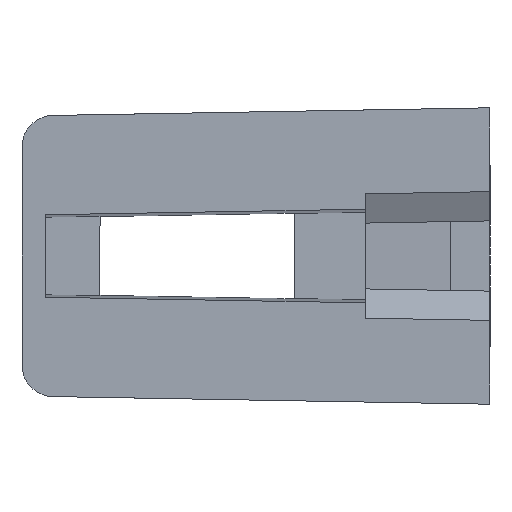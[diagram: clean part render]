
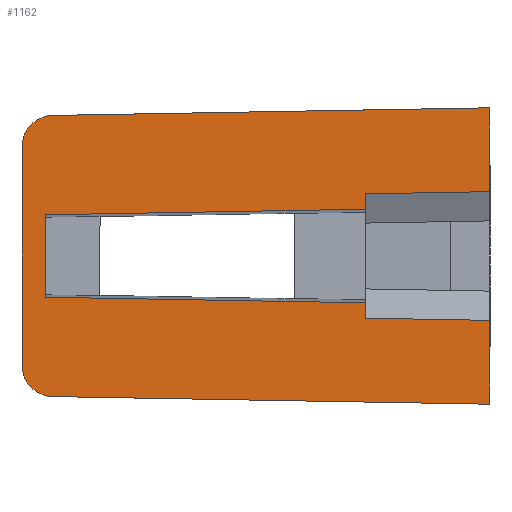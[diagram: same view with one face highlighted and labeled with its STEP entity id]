
A CAD part, left-side view. The second image highlights one B-rep face of the part: STEP entity #1162.
In plain terms, the highlighted planar face has unit normal (-1, 0, 0).
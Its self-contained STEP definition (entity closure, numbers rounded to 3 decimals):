
#7 = DIRECTION ( 'NONE',  ( 0., 0., -1. ) ) ;
#12 = VECTOR ( 'NONE', #799, 1000. ) ;
#15 = CIRCLE ( 'NONE', #1291, 4. ) ;
#24 = ORIENTED_EDGE ( 'NONE', *, *, #775, .F. ) ;
#29 = CARTESIAN_POINT ( 'NONE',  ( 0., 0., 19. ) ) ;
#37 = EDGE_CURVE ( 'NONE', #537, #1130, #1856, .T. ) ;
#40 = VERTEX_POINT ( 'NONE', #1033 ) ;
#64 = VERTEX_POINT ( 'NONE', #1329 ) ;
#66 = VERTEX_POINT ( 'NONE', #1632 ) ;
#92 = CARTESIAN_POINT ( 'NONE',  ( 0., 0., 19. ) ) ;
#134 = CARTESIAN_POINT ( 'NONE',  ( 0., 56., -14.022 ) ) ;
#197 = LINE ( 'NONE', #731, #1610 ) ;
#206 = EDGE_CURVE ( 'NONE', #475, #1130, #654, .T. ) ;
#209 = VERTEX_POINT ( 'NONE', #1440 ) ;
#212 = ORIENTED_EDGE ( 'NONE', *, *, #839, .F. ) ;
#213 = CARTESIAN_POINT ( 'NONE',  ( 0., 0., -19. ) ) ;
#239 = ORIENTED_EDGE ( 'NONE', *, *, #303, .F. ) ;
#264 = EDGE_CURVE ( 'NONE', #40, #1621, #1834, .T. ) ;
#303 = EDGE_CURVE ( 'NONE', #209, #1540, #1245, .T. ) ;
#350 = DIRECTION ( 'NONE',  ( 0., 0., -1. ) ) ;
#362 = DIRECTION ( 'NONE',  ( 0., 0., -1. ) ) ;
#374 = CARTESIAN_POINT ( 'NONE',  ( 0., 57., -5.284 ) ) ;
#410 = EDGE_LOOP ( 'NONE', ( #1070, #771, #1068, #787, #212, #1794, #939, #519, #539, #239, #24, #584, #1837, #1748 ) ) ;
#415 = CARTESIAN_POINT ( 'NONE',  ( 0., 16., -7.971 ) ) ;
#417 = FACE_OUTER_BOUND ( 'NONE', #410, .T. ) ;
#421 = PLANE ( 'NONE',  #490 ) ;
#441 = CARTESIAN_POINT ( 'NONE',  ( 0., 56.07, 18.021 ) ) ;
#463 = DIRECTION ( 'NONE',  ( 0., 0., -1. ) ) ;
#472 = CARTESIAN_POINT ( 'NONE',  ( 0., 60., -14.022 ) ) ;
#475 = VERTEX_POINT ( 'NONE', #441 ) ;
#490 = AXIS2_PLACEMENT_3D ( 'NONE', #1644, #929, #7 ) ;
#517 = DIRECTION ( 'NONE',  ( 1., 0., 0. ) ) ;
#519 = ORIENTED_EDGE ( 'NONE', *, *, #1541, .F. ) ;
#523 = VECTOR ( 'NONE', #1106, 1000. ) ;
#525 = CARTESIAN_POINT ( 'NONE',  ( 0., 16., 19. ) ) ;
#530 = CARTESIAN_POINT ( 'NONE',  ( 0., 57., 19. ) ) ;
#537 = VERTEX_POINT ( 'NONE', #1365 ) ;
#539 = ORIENTED_EDGE ( 'NONE', *, *, #1331, .T. ) ;
#579 = LINE ( 'NONE', #1677, #523 ) ;
#584 = ORIENTED_EDGE ( 'NONE', *, *, #1407, .F. ) ;
#595 = DIRECTION ( 'NONE',  ( 0., 1., -0.017 ) ) ;
#627 = LINE ( 'NONE', #29, #12 ) ;
#634 = VERTEX_POINT ( 'NONE', #1539 ) ;
#635 = VERTEX_POINT ( 'NONE', #1952 ) ;
#654 = LINE ( 'NONE', #1700, #1639 ) ;
#683 = DIRECTION ( 'NONE',  ( 0., -1., 0.017 ) ) ;
#726 = DIRECTION ( 'NONE',  ( 0., -1., -0.017 ) ) ;
#731 = CARTESIAN_POINT ( 'NONE',  ( 0., 16., 6. ) ) ;
#732 = VECTOR ( 'NONE', #1931, 1000. ) ;
#737 = VECTOR ( 'NONE', #362, 1000. ) ;
#771 = ORIENTED_EDGE ( 'NONE', *, *, #1859, .F. ) ;
#775 = EDGE_CURVE ( 'NONE', #635, #209, #1478, .T. ) ;
#787 = ORIENTED_EDGE ( 'NONE', *, *, #206, .F. ) ;
#799 = DIRECTION ( 'NONE',  ( 0., 0., 1. ) ) ;
#821 = LINE ( 'NONE', #896, #1758 ) ;
#839 = EDGE_CURVE ( 'NONE', #64, #475, #15, .T. ) ;
#865 = VERTEX_POINT ( 'NONE', #213 ) ;
#896 = CARTESIAN_POINT ( 'NONE',  ( 0., 0., -19. ) ) ;
#929 = DIRECTION ( 'NONE',  ( 1., 0., 0. ) ) ;
#930 = VECTOR ( 'NONE', #1751, 1000. ) ;
#939 = ORIENTED_EDGE ( 'NONE', *, *, #1160, .F. ) ;
#1008 = CARTESIAN_POINT ( 'NONE',  ( 0., 0., 8.25 ) ) ;
#1033 = CARTESIAN_POINT ( 'NONE',  ( 0., 57., 5.284 ) ) ;
#1068 = ORIENTED_EDGE ( 'NONE', *, *, #37, .T. ) ;
#1070 = ORIENTED_EDGE ( 'NONE', *, *, #1731, .F. ) ;
#1084 = VECTOR ( 'NONE', #350, 1000. ) ;
#1106 = DIRECTION ( 'NONE',  ( 0., 0., -1. ) ) ;
#1118 = LINE ( 'NONE', #1008, #930 ) ;
#1130 = VERTEX_POINT ( 'NONE', #1944 ) ;
#1160 = EDGE_CURVE ( 'NONE', #634, #1705, #1166, .T. ) ;
#1162 = ADVANCED_FACE ( 'NONE', ( #417 ), #421, .F. ) ;
#1166 = CIRCLE ( 'NONE', #1455, 4. ) ;
#1191 = LINE ( 'NONE', #1351, #732 ) ;
#1245 = LINE ( 'NONE', #415, #1736 ) ;
#1291 = AXIS2_PLACEMENT_3D ( 'NONE', #1427, #517, #1727 ) ;
#1329 = CARTESIAN_POINT ( 'NONE',  ( 0., 60., 14.022 ) ) ;
#1331 = EDGE_CURVE ( 'NONE', #865, #1540, #627, .T. ) ;
#1333 = DIRECTION ( 'NONE',  ( 0., 0., 1. ) ) ;
#1351 = CARTESIAN_POINT ( 'NONE',  ( 0., 60., 19. ) ) ;
#1365 = CARTESIAN_POINT ( 'NONE',  ( 0., 0., 8.25 ) ) ;
#1405 = VECTOR ( 'NONE', #726, 1000. ) ;
#1407 = EDGE_CURVE ( 'NONE', #1621, #635, #1785, .T. ) ;
#1427 = CARTESIAN_POINT ( 'NONE',  ( 0., 56., 14.022 ) ) ;
#1440 = CARTESIAN_POINT ( 'NONE',  ( 0., 16., -7.971 ) ) ;
#1455 = AXIS2_PLACEMENT_3D ( 'NONE', #134, #1828, #463 ) ;
#1478 = LINE ( 'NONE', #525, #1084 ) ;
#1484 = DIRECTION ( 'NONE',  ( 0., -1., -0.017 ) ) ;
#1533 = VECTOR ( 'NONE', #1333, 1000. ) ;
#1537 = EDGE_CURVE ( 'NONE', #66, #40, #197, .T. ) ;
#1539 = CARTESIAN_POINT ( 'NONE',  ( 0., 56.07, -18.021 ) ) ;
#1540 = VERTEX_POINT ( 'NONE', #1670 ) ;
#1541 = EDGE_CURVE ( 'NONE', #865, #634, #821, .T. ) ;
#1580 = EDGE_CURVE ( 'NONE', #1705, #64, #1191, .T. ) ;
#1610 = VECTOR ( 'NONE', #595, 1000. ) ;
#1621 = VERTEX_POINT ( 'NONE', #1753 ) ;
#1632 = CARTESIAN_POINT ( 'NONE',  ( 0., 16., 6. ) ) ;
#1639 = VECTOR ( 'NONE', #683, 1000. ) ;
#1644 = CARTESIAN_POINT ( 'NONE',  ( 0., 0., 19. ) ) ;
#1653 = DIRECTION ( 'NONE',  ( 0., 1., 0.017 ) ) ;
#1670 = CARTESIAN_POINT ( 'NONE',  ( 0., 0., -8.25 ) ) ;
#1677 = CARTESIAN_POINT ( 'NONE',  ( 0., 16., 19. ) ) ;
#1696 = CARTESIAN_POINT ( 'NONE',  ( 0., 16., 7.971 ) ) ;
#1699 = VERTEX_POINT ( 'NONE', #1696 ) ;
#1700 = CARTESIAN_POINT ( 'NONE',  ( 0., 56.07, 18.021 ) ) ;
#1705 = VERTEX_POINT ( 'NONE', #472 ) ;
#1727 = DIRECTION ( 'NONE',  ( 0., 0., -1. ) ) ;
#1731 = EDGE_CURVE ( 'NONE', #1699, #66, #579, .T. ) ;
#1736 = VECTOR ( 'NONE', #1484, 1000. ) ;
#1748 = ORIENTED_EDGE ( 'NONE', *, *, #1537, .F. ) ;
#1751 = DIRECTION ( 'NONE',  ( 0., 1., -0.017 ) ) ;
#1753 = CARTESIAN_POINT ( 'NONE',  ( 0., 57., -5.284 ) ) ;
#1758 = VECTOR ( 'NONE', #1653, 1000. ) ;
#1785 = LINE ( 'NONE', #374, #1405 ) ;
#1794 = ORIENTED_EDGE ( 'NONE', *, *, #1580, .F. ) ;
#1828 = DIRECTION ( 'NONE',  ( 1., 0., 0. ) ) ;
#1834 = LINE ( 'NONE', #530, #737 ) ;
#1837 = ORIENTED_EDGE ( 'NONE', *, *, #264, .F. ) ;
#1856 = LINE ( 'NONE', #92, #1533 ) ;
#1859 = EDGE_CURVE ( 'NONE', #537, #1699, #1118, .T. ) ;
#1931 = DIRECTION ( 'NONE',  ( 0., 0., 1. ) ) ;
#1944 = CARTESIAN_POINT ( 'NONE',  ( 0., 0., 19. ) ) ;
#1952 = CARTESIAN_POINT ( 'NONE',  ( 0., 16., -6. ) ) ;
